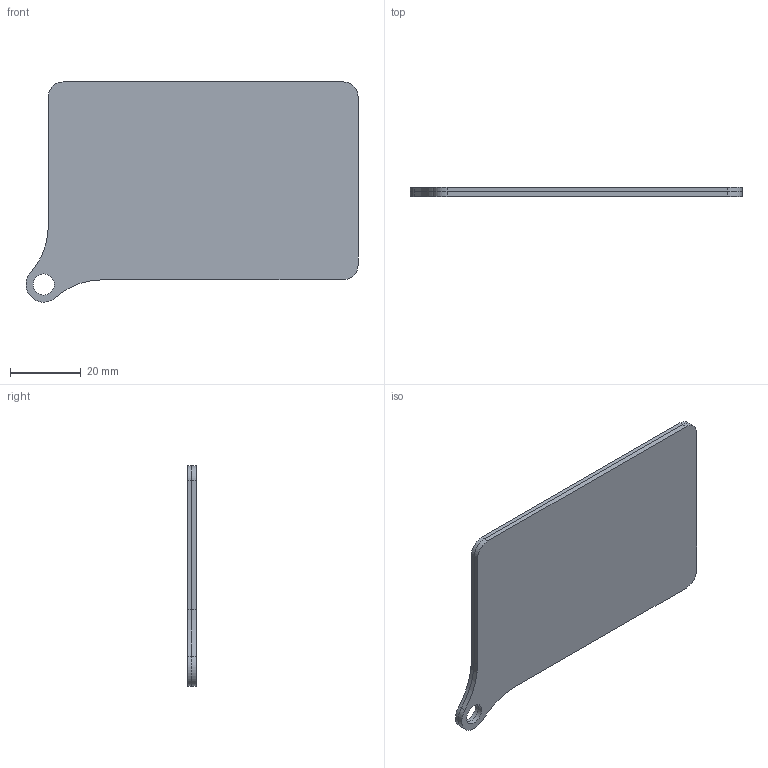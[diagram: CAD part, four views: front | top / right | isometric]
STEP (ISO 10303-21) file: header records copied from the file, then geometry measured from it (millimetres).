
FILE_DESCRIPTION(/* description */ (''),/* implementation_level */ '2;1');
FILE_NAME(/* name */ 'KeyChain v5-2.step',/* time_stamp */ '2024-03-24T13:50:17+08:00',/* author */ (''),/* organization */ (''),/* preprocessor_version */ 'ST-DEVELOPER v20',/* originating_system */ 'Autodesk Translation Framework v12.20.1.177',/* authorisation */ '');
FILE_SCHEMA (('AUTOMOTIVE_DESIGN { 1 0 10303 214 3 1 1 }'));
Length unit declared in the file: millimetre
Products named in the file (1): KeyChain
Bounding box: 93.91 x 2.5 x 62.29 mm (x, y, z)
Volume: 7797.6 mm3; surface area: 20914.7 mm2
Topology: 2 solids, 2 shells, 35 faces, 90 edges, 60 vertices
Faces by surface type: cylinder 18, plane 17
Full cylindrical faces by diameter (mm): 6 x2
Entity records: 1109 total; most frequent: DIRECTION 198, CARTESIAN_POINT 186, ORIENTED_EDGE 180, EDGE_CURVE 90, AXIS2_PLACEMENT_3D 72, VERTEX_POINT 60, LINE 54, VECTOR 54
